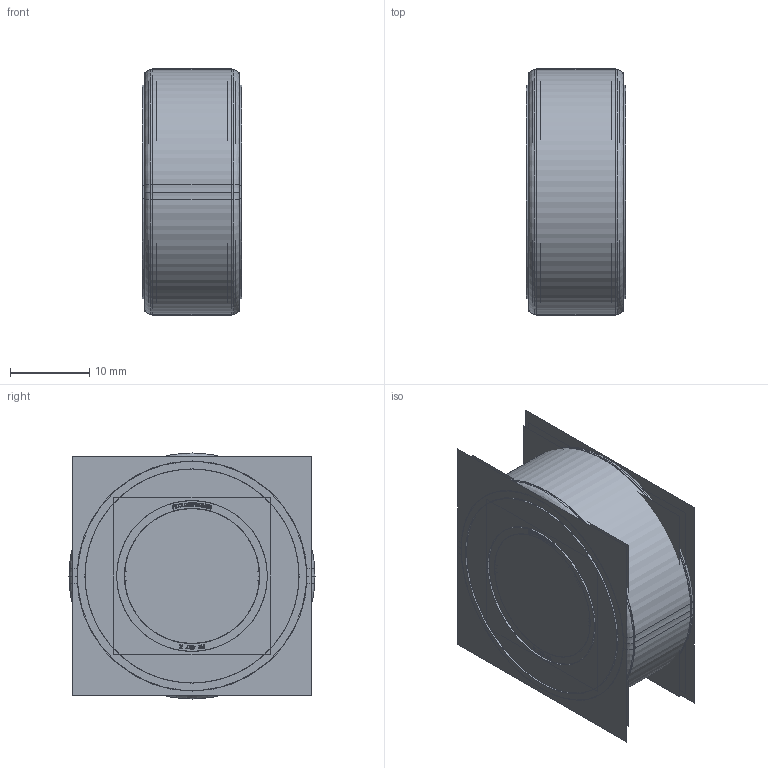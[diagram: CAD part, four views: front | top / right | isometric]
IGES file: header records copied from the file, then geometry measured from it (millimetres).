
Start section:  PTC IGES file: fr427z.igs
Global section: file name: fr427z.igs; native system: Creo Parametric by Parametric Technology Corporation; preprocessor: 2013150; author: sales 4; organization: Unknown; date: 20140326.143300; units: millimetre
Bounding box: 12.48 x 31 x 31 mm (x, y, z)
Volume: 5007.3 mm3; surface area: 45150.8 mm2
Topology: 27 solids, 27 shells, 2154 faces, 11370 edges, 14356 vertices
Faces by surface type: bspline 1154, revolution 1000
